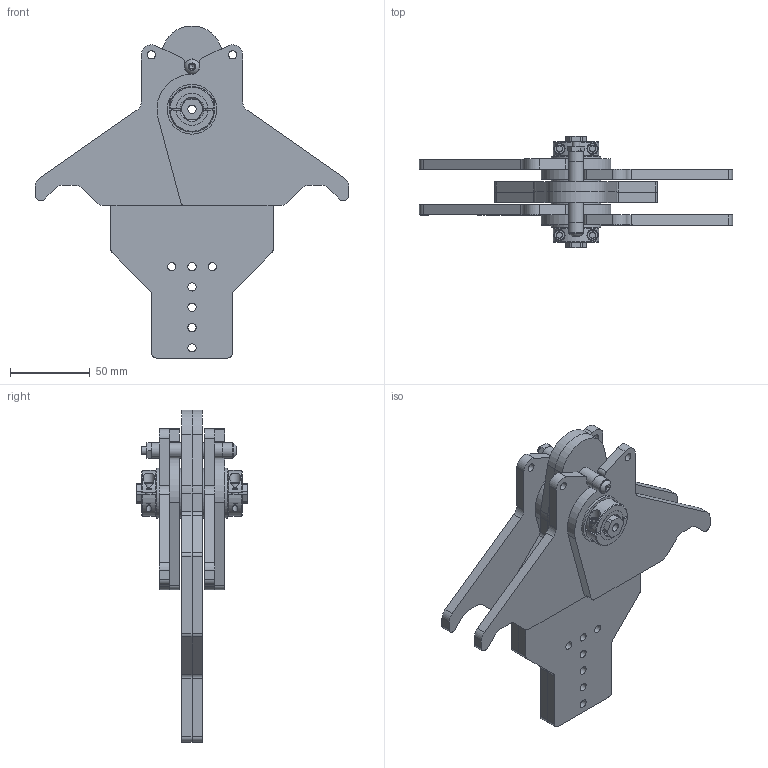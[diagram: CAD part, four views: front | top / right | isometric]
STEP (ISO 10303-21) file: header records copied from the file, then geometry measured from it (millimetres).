
FILE_DESCRIPTION(/* description */ ('STEP AP242','CAx-IF Rec.Pracs.---Representation and Presentation of Product Manufacturing Information (PMI)---4.0---2014-10-13','CAx-IF Rec.Pracs.---3D Tessellated Geometry---0.4---2014-09-14','2;1'),/* implementation_level */ '2;1');
FILE_NAME(/* name */ '67a15c0894c66e1db9c74bf8',/* time_stamp */ '2025-02-04T00:15:05Z',/* author */ (''),/* organization */ (''),/* preprocessor_version */ 'ST-DEVELOPER v20',/* originating_system */ 'ONSHAPE BY PTC INC, 1.193',/* authorisation */ ' ');
FILE_SCHEMA (('AP242_MANAGED_MODEL_BASED_3D_ENGINEERING_MIM_LF { 1 0 10303 442 1 1 4 }'));
Length unit declared in the file: metre
Products named in the file (13): 02_Barb Assembly; .5" Hex ID 1.125" OD Flanged Bearing (217-2734); Barb Body; Nylon Spacer; Barb Finger; Shaft; 1/2" Hex High Strength Clamping Shaft Collar (217-4106); Hex machine screw nut #10-32; Socket button head cap screw #10-32 x 2.25
Assembly tree (25 placements, depth 2):
  02_Barb Assembly
    .5" Hex ID 1.125" OD Flanged Bearing (217-2734)  x4
    Barb Body  x2
    Nylon Spacer  x2
    Barb Finger  x4
    Nylon Spacer  x2
    Shaft
    1/2" Hex High Strength Clamping Shaft Collar (217-4106)  x2
    1/2" Hex High Strength Clamping Shaft Collar (217-4106)  x2
    1/2" Hex High Strength Clamping Shaft Collar (217-4106)  x2
    1/2" Hex High Strength Clamping Shaft Collar (217-4106)  x2
    Hex machine screw nut #10-32
    Socket button head cap screw #10-32 x 2.25
Bounding box: 195.9 x 69.85 x 207.65 mm (x, y, z)
Volume: 355699.9 mm3; surface area: 145797.5 mm2
Topology: 25 solids, 25 shells, 543 faces, 1340 edges, 872 vertices
Faces by surface type: plane 257, cylinder 200, cone 84, torus 1, sphere 1
Full cylindrical faces by diameter (mm): 3.454 x4, 3.962 x1, 4.166 x4, 4.496 x4, 4.826 x1, 4.978 x4, 5.105 x21, 6.858 x4, 6.985 x4, 9.169 x1, 9.525 x4, 19.05 x4, 25.4 x4, 28.55 x4, 28.575 x4, 31.115 x4
Entity records: 8924 total; most frequent: CARTESIAN_POINT 1819, DIRECTION 1321, ORIENTED_EDGE 1164, EDGE_CURVE 582, AXIS2_PLACEMENT_3D 512, VERTEX_POINT 402, FACE_BOUND 354, EDGE_LOOP 353
